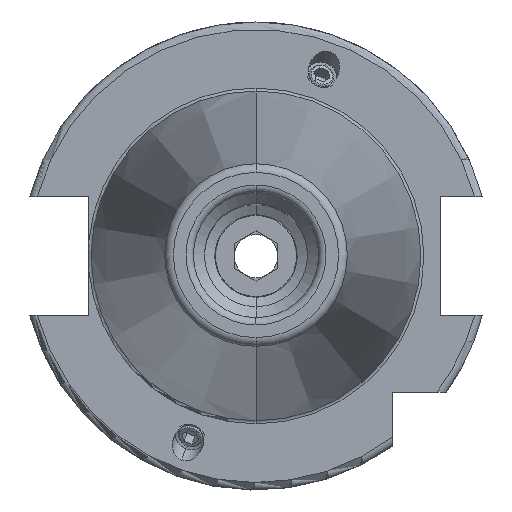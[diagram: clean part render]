
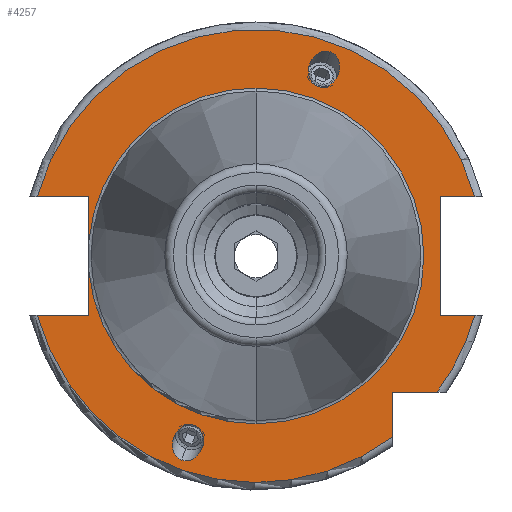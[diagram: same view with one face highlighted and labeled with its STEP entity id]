
A CAD part, top view. The second image highlights one B-rep face of the part: STEP entity #4257.
In plain terms, the highlighted planar face has unit normal (0, 0, 1).
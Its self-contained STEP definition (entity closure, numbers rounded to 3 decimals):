
#691=CARTESIAN_POINT('',(0,0,15.9));
#692=DIRECTION('',(0,0,1));
#693=DIRECTION('',(0.965,0.262,0));
#694=AXIS2_PLACEMENT_3D('',#691,#692,#693);
#742=CARTESIAN_POINT('',(0,0,15.9));
#743=DIRECTION('',(0,0,1));
#744=DIRECTION('',(-0.965,-0.262,0));
#745=AXIS2_PLACEMENT_3D('',#742,#743,#744);
#758=DIRECTION('',(1,0,0));
#759=VECTOR('',#758,7.004);
#760=CARTESIAN_POINT('',(-29.704,-8.05,15.9));
#761=LINE('',#760,#759);
#762=DIRECTION('',(0,1,0));
#763=VECTOR('',#762,5.917);
#764=CARTESIAN_POINT('',(-22.7,-8.05,15.9));
#765=LINE('',#764,#763);
#766=DIRECTION('',(0,1,0));
#767=VECTOR('',#766,5.917);
#768=CARTESIAN_POINT('',(-22.7,2.133,15.9));
#769=LINE('',#768,#767);
#770=DIRECTION('',(1,0,0));
#771=VECTOR('',#770,7.004);
#772=CARTESIAN_POINT('',(-29.704,8.05,15.9));
#773=LINE('',#772,#771);
#774=DIRECTION('',(-1,0,0));
#775=VECTOR('',#774,4.704);
#776=CARTESIAN_POINT('',(29.704,8.05,15.9));
#777=LINE('',#776,#775);
#778=DIRECTION('',(0,-1,0));
#779=VECTOR('',#778,16.1);
#780=CARTESIAN_POINT('',(25,8.05,15.9));
#781=LINE('',#780,#779);
#782=DIRECTION('',(-1,0,0));
#783=VECTOR('',#782,4.704);
#784=CARTESIAN_POINT('',(29.704,-8.05,15.9));
#785=LINE('',#784,#783);
#786=CARTESIAN_POINT('',(0,0,15.9));
#787=DIRECTION('',(0,0,1));
#788=DIRECTION('',(0.799,-0.601,0));
#789=AXIS2_PLACEMENT_3D('',#786,#787,#788);
#791=DIRECTION('',(-1,0,0));
#792=VECTOR('',#791,6.094);
#793=CARTESIAN_POINT('',(24.594,-18.5,15.9));
#794=LINE('',#793,#792);
#795=DIRECTION('',(0,1,0));
#796=VECTOR('',#795,6.094);
#797=CARTESIAN_POINT('',(18.5,-24.594,15.9));
#798=LINE('',#797,#796);
#799=CARTESIAN_POINT('',(10.09,27.723,15.9));
#800=CARTESIAN_POINT('',(9.863,27.806,15.9));
#801=CARTESIAN_POINT('',(9.337,27.884,15.9));
#802=CARTESIAN_POINT('',(8.455,27.594,15.9));
#803=CARTESIAN_POINT('',(7.834,27.033,15.9));
#804=CARTESIAN_POINT('',(7.483,26.49,15.9));
#805=CARTESIAN_POINT('',(7.298,26.077,15.9));
#806=CARTESIAN_POINT('',(7.174,25.641,15.9));
#807=CARTESIAN_POINT('',(7.094,25.,15.9));
#808=CARTESIAN_POINT('',(7.208,24.17,15.9));
#809=CARTESIAN_POINT('',(7.698,23.381,15.9));
#810=CARTESIAN_POINT('',(8.152,23.103,15.9));
#811=CARTESIAN_POINT('',(8.379,23.02,15.9));
#813=CARTESIAN_POINT('',(8.379,23.02,15.9));
#814=CARTESIAN_POINT('',(8.606,22.937,15.9));
#815=CARTESIAN_POINT('',(9.133,22.859,15.9));
#816=CARTESIAN_POINT('',(10.014,23.149,15.9));
#817=CARTESIAN_POINT('',(10.635,23.711,15.9));
#818=CARTESIAN_POINT('',(10.986,24.253,15.9));
#819=CARTESIAN_POINT('',(11.171,24.667,15.9));
#820=CARTESIAN_POINT('',(11.295,25.103,15.9));
#821=CARTESIAN_POINT('',(11.375,25.744,15.9));
#822=CARTESIAN_POINT('',(11.261,26.573,15.9));
#823=CARTESIAN_POINT('',(10.771,27.362,15.9));
#824=CARTESIAN_POINT('',(10.318,27.641,15.9));
#825=CARTESIAN_POINT('',(10.09,27.723,15.9));
#827=CARTESIAN_POINT('',(-10.09,-27.723,15.9));
#828=CARTESIAN_POINT('',(-10.318,-27.641,15.9));
#829=CARTESIAN_POINT('',(-10.771,-27.362,15.9));
#830=CARTESIAN_POINT('',(-11.261,-26.573,15.9));
#831=CARTESIAN_POINT('',(-11.375,-25.744,15.9));
#832=CARTESIAN_POINT('',(-11.295,-25.103,15.9));
#833=CARTESIAN_POINT('',(-11.171,-24.667,15.9));
#834=CARTESIAN_POINT('',(-10.986,-24.253,15.9));
#835=CARTESIAN_POINT('',(-10.635,-23.711,15.9));
#836=CARTESIAN_POINT('',(-10.014,-23.149,15.9));
#837=CARTESIAN_POINT('',(-9.133,-22.859,15.9));
#838=CARTESIAN_POINT('',(-8.606,-22.937,15.9));
#839=CARTESIAN_POINT('',(-8.379,-23.02,15.9));
#841=CARTESIAN_POINT('',(-8.379,-23.02,15.9));
#842=CARTESIAN_POINT('',(-8.152,-23.103,15.9));
#843=CARTESIAN_POINT('',(-7.698,-23.381,15.9));
#844=CARTESIAN_POINT('',(-7.208,-24.17,15.9));
#845=CARTESIAN_POINT('',(-7.094,-25.,15.9));
#846=CARTESIAN_POINT('',(-7.174,-25.641,15.9));
#847=CARTESIAN_POINT('',(-7.298,-26.077,15.9));
#848=CARTESIAN_POINT('',(-7.483,-26.49,15.9));
#849=CARTESIAN_POINT('',(-7.834,-27.033,15.9));
#850=CARTESIAN_POINT('',(-8.455,-27.594,15.9));
#851=CARTESIAN_POINT('',(-9.337,-27.884,15.9));
#852=CARTESIAN_POINT('',(-9.863,-27.806,15.9));
#853=CARTESIAN_POINT('',(-10.09,-27.723,15.9));
#865=CARTESIAN_POINT('',(0,0,15.9));
#866=DIRECTION('',(0,0,1));
#867=DIRECTION('',(0,1,0));
#868=AXIS2_PLACEMENT_3D('',#865,#866,#867);
#880=CARTESIAN_POINT('',(0,0,15.9));
#881=DIRECTION('',(0,0,1));
#882=DIRECTION('',(-0.996,-0.094,0));
#883=AXIS2_PLACEMENT_3D('',#880,#881,#882);
#885=CARTESIAN_POINT('',(0,0,15.9));
#886=DIRECTION('',(0,0,-1));
#887=DIRECTION('',(0,1,0));
#888=AXIS2_PLACEMENT_3D('',#885,#886,#887);
#2933=CARTESIAN_POINT('',(0,22.8,15.9));
#2935=VERTEX_POINT('',#2933);
#2955=CARTESIAN_POINT('',(0,-22.8,15.9));
#2957=VERTEX_POINT('',#2955);
#3103=CARTESIAN_POINT('',(-29.704,-8.05,15.9));
#3104=CARTESIAN_POINT('',(-22.7,-8.05,15.9));
#3105=VERTEX_POINT('',#3103);
#3106=VERTEX_POINT('',#3104);
#3107=CARTESIAN_POINT('',(-22.7,-2.133,15.9));
#3108=VERTEX_POINT('',#3107);
#3109=CARTESIAN_POINT('',(-22.7,2.133,15.9));
#3110=CARTESIAN_POINT('',(-22.7,8.05,15.9));
#3111=VERTEX_POINT('',#3109);
#3112=VERTEX_POINT('',#3110);
#3113=CARTESIAN_POINT('',(-29.704,8.05,15.9));
#3114=VERTEX_POINT('',#3113);
#3115=CARTESIAN_POINT('',(25,8.05,15.9));
#3116=CARTESIAN_POINT('',(25,-8.05,15.9));
#3117=VERTEX_POINT('',#3115);
#3118=VERTEX_POINT('',#3116);
#3119=CARTESIAN_POINT('',(29.704,-8.05,15.9));
#3120=VERTEX_POINT('',#3119);
#3121=CARTESIAN_POINT('',(29.704,8.05,15.9));
#3122=VERTEX_POINT('',#3121);
#3123=CARTESIAN_POINT('',(18.5,-24.594,15.9));
#3124=CARTESIAN_POINT('',(18.5,-18.5,15.9));
#3125=VERTEX_POINT('',#3123);
#3126=VERTEX_POINT('',#3124);
#3127=CARTESIAN_POINT('',(24.594,-18.5,15.9));
#3128=VERTEX_POINT('',#3127);
#3179=VERTEX_POINT('',#799);
#3180=VERTEX_POINT('',#811);
#3230=CARTESIAN_POINT('',(-10.09,-27.723,15.9));
#3232=VERTEX_POINT('',#3230);
#3233=CARTESIAN_POINT('',(-8.379,-23.02,15.9));
#3234=VERTEX_POINT('',#3233);
#4218=CARTESIAN_POINT('',(0,0,15.9));
#4219=DIRECTION('',(0,0,-1));
#4220=DIRECTION('',(0,-1,0));
#4221=AXIS2_PLACEMENT_3D('',#4218,#4219,#4220);
#4222=PLANE('',#4221);
#4223=ORIENTED_EDGE('',*,*,#3677,.T.);
#4224=ORIENTED_EDGE('',*,*,#3715,.T.);
#4226=ORIENTED_EDGE('',*,*,#4225,.T.);
#4228=ORIENTED_EDGE('',*,*,#4227,.F.);
#4230=ORIENTED_EDGE('',*,*,#4229,.T.);
#4231=ORIENTED_EDGE('',*,*,#3711,.T.);
#4232=ORIENTED_EDGE('',*,*,#3748,.F.);
#4233=ORIENTED_EDGE('',*,*,#4196,.F.);
#4235=ORIENTED_EDGE('',*,*,#4234,.T.);
#4237=ORIENTED_EDGE('',*,*,#4236,.T.);
#4238=ORIENTED_EDGE('',*,*,#3615,.F.);
#4239=ORIENTED_EDGE('',*,*,#4186,.F.);
#4240=ORIENTED_EDGE('',*,*,#3801,.T.);
#4241=ORIENTED_EDGE('',*,*,#3852,.F.);
#4242=ORIENTED_EDGE('',*,*,#4212,.F.);
#4243=EDGE_LOOP('',(#4223,#4224,#4226,#4228,#4230,#4231,#4232,#4233,#4235,#4237,
#4238,#4239,#4240,#4241,#4242));
#4244=FACE_OUTER_BOUND('',#4243,.F.);
#4246=ORIENTED_EDGE('',*,*,#4245,.T.);
#4248=ORIENTED_EDGE('',*,*,#4247,.T.);
#4249=EDGE_LOOP('',(#4246,#4248));
#4250=FACE_BOUND('',#4249,.F.);
#4252=ORIENTED_EDGE('',*,*,#4251,.F.);
#4254=ORIENTED_EDGE('',*,*,#4253,.F.);
#4255=EDGE_LOOP('',(#4252,#4254));
#4256=FACE_BOUND('',#4255,.F.);
#4257=ADVANCED_FACE('',(#4244,#4250,#4256),#4222,.F.);
#695=CIRCLE('',#694,30.775);
#746=CIRCLE('',#745,30.775);
#790=CIRCLE('',#789,30.775);
#812=B_SPLINE_CURVE_WITH_KNOTS('',3,(#799,#800,#801,#802,#803,#804,#805,#806,
#807,#808,#809,#810,#811),.UNSPECIFIED.,.F.,.F.,(4,1,1,1,1,1,1,1,1,1,4),(0,
0.125,0.25,0.375,0.438,0.5,0.563,0.625,0.75,0.875,1),
.UNSPECIFIED.);
#826=B_SPLINE_CURVE_WITH_KNOTS('',3,(#813,#814,#815,#816,#817,#818,#819,#820,
#821,#822,#823,#824,#825),.UNSPECIFIED.,.F.,.F.,(4,1,1,1,1,1,1,1,1,1,4),(0,
0.125,0.25,0.375,0.438,0.5,0.563,0.625,0.75,0.875,1),
.UNSPECIFIED.);
#840=B_SPLINE_CURVE_WITH_KNOTS('',3,(#827,#828,#829,#830,#831,#832,#833,#834,
#835,#836,#837,#838,#839),.UNSPECIFIED.,.F.,.F.,(4,1,1,1,1,1,1,1,1,1,4),(0,
0.125,0.25,0.375,0.438,0.5,0.563,0.625,0.75,0.875,1),
.UNSPECIFIED.);
#854=B_SPLINE_CURVE_WITH_KNOTS('',3,(#841,#842,#843,#844,#845,#846,#847,#848,
#849,#850,#851,#852,#853),.UNSPECIFIED.,.F.,.F.,(4,1,1,1,1,1,1,1,1,1,4),(0,
0.125,0.25,0.375,0.438,0.5,0.563,0.625,0.75,0.875,1),
.UNSPECIFIED.);
#869=CIRCLE('',#868,22.8);
#884=CIRCLE('',#883,22.8);
#889=CIRCLE('',#888,22.8);
#3615=EDGE_CURVE('',#3120,#3118,#785,.T.);
#3677=EDGE_CURVE('',#3105,#3106,#761,.T.);
#3711=EDGE_CURVE('',#3111,#3112,#769,.T.);
#3715=EDGE_CURVE('',#3106,#3108,#765,.T.);
#3748=EDGE_CURVE('',#3114,#3112,#773,.T.);
#3801=EDGE_CURVE('',#3128,#3126,#794,.T.);
#3852=EDGE_CURVE('',#3125,#3126,#798,.T.);
#4186=EDGE_CURVE('',#3128,#3120,#790,.T.);
#4196=EDGE_CURVE('',#3122,#3114,#695,.T.);
#4212=EDGE_CURVE('',#3105,#3125,#746,.T.);
#4225=EDGE_CURVE('',#3108,#2957,#884,.T.);
#4227=EDGE_CURVE('',#2935,#2957,#889,.T.);
#4229=EDGE_CURVE('',#2935,#3111,#869,.T.);
#4234=EDGE_CURVE('',#3122,#3117,#777,.T.);
#4236=EDGE_CURVE('',#3117,#3118,#781,.T.);
#4245=EDGE_CURVE('',#3179,#3180,#812,.T.);
#4247=EDGE_CURVE('',#3180,#3179,#826,.T.);
#4251=EDGE_CURVE('',#3232,#3234,#840,.T.);
#4253=EDGE_CURVE('',#3234,#3232,#854,.T.);
